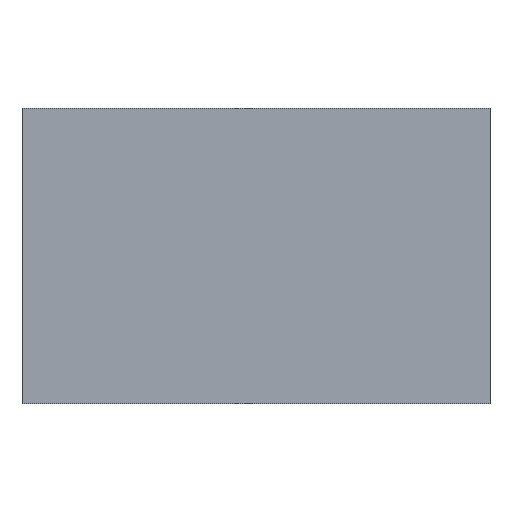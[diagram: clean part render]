
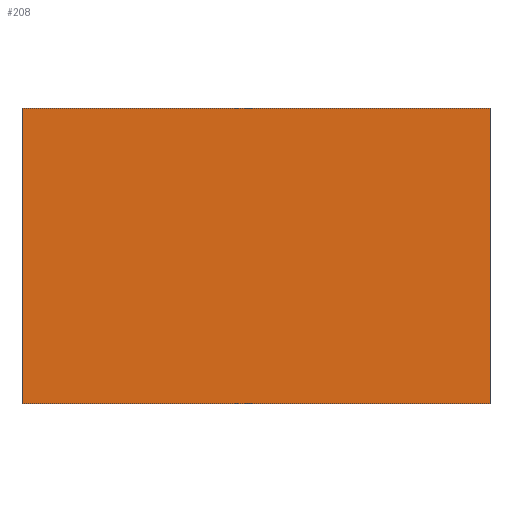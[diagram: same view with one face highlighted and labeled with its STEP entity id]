
A CAD part, top view. The second image highlights one B-rep face of the part: STEP entity #208.
In plain terms, the highlighted planar face has unit normal (0, 0, 1).
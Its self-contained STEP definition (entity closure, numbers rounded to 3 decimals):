
#1 = EDGE_CURVE ( 'NONE', #49, #15, #29, .T. ) ;
#4 = VECTOR ( 'NONE', #63, 1000. ) ;
#6 = CARTESIAN_POINT ( 'NONE',  ( -64.75, -40.895, 29.72 ) ) ;
#9 = CARTESIAN_POINT ( 'NONE',  ( 0., 0., 29.72 ) ) ;
#11 = DIRECTION ( 'NONE',  ( -1., 0., 0. ) ) ;
#15 = VERTEX_POINT ( 'NONE', #6 ) ;
#24 = CARTESIAN_POINT ( 'NONE',  ( -64.75, -40.895, 29.72 ) ) ;
#29 = LINE ( 'NONE', #24, #84 ) ;
#38 = ORIENTED_EDGE ( 'NONE', *, *, #59, .T. ) ;
#45 = DIRECTION ( 'NONE',  ( -1., 0., 0. ) ) ;
#48 = CARTESIAN_POINT ( 'NONE',  ( -64.75, -40.895, 29.72 ) ) ;
#49 = VERTEX_POINT ( 'NONE', #116 ) ;
#52 = DIRECTION ( 'NONE',  ( 0., 0., -1. ) ) ;
#59 = EDGE_CURVE ( 'NONE', #94, #49, #185, .T. ) ;
#63 = DIRECTION ( 'NONE',  ( 1., 0., 0. ) ) ;
#67 = CARTESIAN_POINT ( 'NONE',  ( 64.75, -40.895, 29.72 ) ) ;
#83 = CARTESIAN_POINT ( 'NONE',  ( 64.75, 40.895, 29.72 ) ) ;
#84 = VECTOR ( 'NONE', #172, 1000. ) ;
#94 = VERTEX_POINT ( 'NONE', #83 ) ;
#95 = CARTESIAN_POINT ( 'NONE',  ( -64.75, 40.895, 29.72 ) ) ;
#105 = VECTOR ( 'NONE', #189, 1000. ) ;
#114 = EDGE_CURVE ( 'NONE', #15, #180, #205, .T. ) ;
#116 = CARTESIAN_POINT ( 'NONE',  ( -64.75, 40.895, 29.72 ) ) ;
#119 = LINE ( 'NONE', #67, #105 ) ;
#136 = VECTOR ( 'NONE', #45, 1000. ) ;
#142 = CARTESIAN_POINT ( 'NONE',  ( 64.75, -40.895, 29.72 ) ) ;
#152 = EDGE_CURVE ( 'NONE', #180, #94, #119, .T. ) ;
#157 = FACE_OUTER_BOUND ( 'NONE', #200, .T. ) ;
#172 = DIRECTION ( 'NONE',  ( 0., -1., 0. ) ) ;
#178 = ORIENTED_EDGE ( 'NONE', *, *, #1, .T. ) ;
#179 = ORIENTED_EDGE ( 'NONE', *, *, #114, .T. ) ;
#180 = VERTEX_POINT ( 'NONE', #142 ) ;
#185 = LINE ( 'NONE', #95, #136 ) ;
#189 = DIRECTION ( 'NONE',  ( 0., 1., 0. ) ) ;
#191 = AXIS2_PLACEMENT_3D ( 'NONE', #9, #52, #11 ) ;
#200 = EDGE_LOOP ( 'NONE', ( #215, #38, #178, #179 ) ) ;
#205 = LINE ( 'NONE', #48, #4 ) ;
#208 = ADVANCED_FACE ( 'NONE', ( #157 ), #229, .F. ) ;
#215 = ORIENTED_EDGE ( 'NONE', *, *, #152, .T. ) ;
#229 = PLANE ( 'NONE',  #191 ) ;
